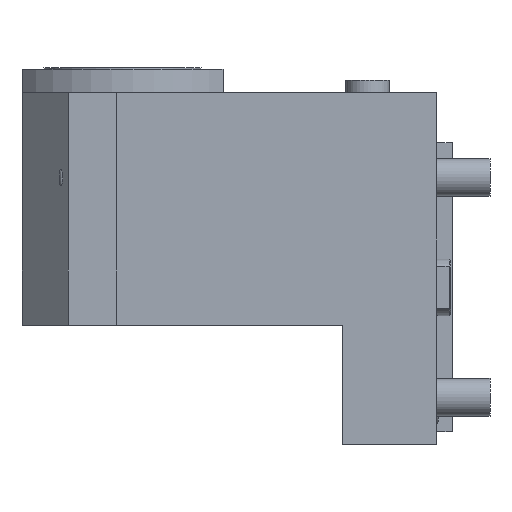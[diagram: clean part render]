
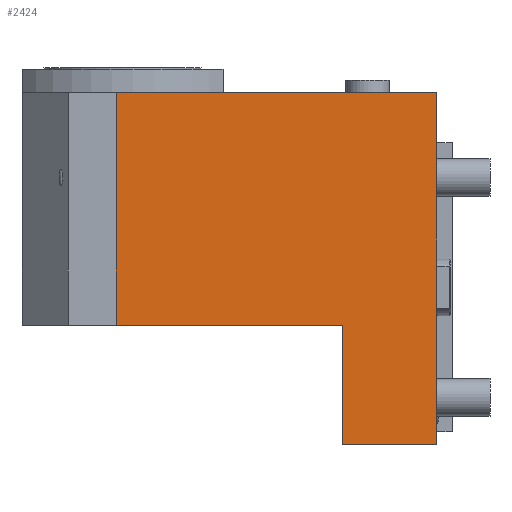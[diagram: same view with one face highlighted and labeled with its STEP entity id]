
A CAD part, front view. The second image highlights one B-rep face of the part: STEP entity #2424.
In plain terms, the highlighted planar face has unit normal (0, -1, 0).
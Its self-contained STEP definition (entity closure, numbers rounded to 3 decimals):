
#5=DIRECTION('',(1.,0.,0.));
#6=VECTOR('',#5,30.);
#7=CARTESIAN_POINT('',(-30.,-47.5,-50.));
#8=LINE('',#7,#6);
#66=DIRECTION('',(1.,0.,0.));
#67=VECTOR('',#66,102.);
#68=CARTESIAN_POINT('',(-102.,-47.5,62.));
#69=LINE('',#68,#67);
#743=DIRECTION('',(0.,0.,1.));
#744=VECTOR('',#743,112.);
#745=CARTESIAN_POINT('',(0.,-47.5,-50.));
#746=LINE('',#745,#744);
#859=DIRECTION('',(0.,0.,-1.));
#860=VECTOR('',#859,74.);
#861=CARTESIAN_POINT('',(-102.,-47.5,62.));
#862=LINE('',#861,#860);
#863=DIRECTION('',(0.,0.,1.));
#864=VECTOR('',#863,38.);
#865=CARTESIAN_POINT('',(-30.,-47.5,-50.));
#866=LINE('',#865,#864);
#867=DIRECTION('',(1.,0.,0.));
#868=VECTOR('',#867,72.);
#869=CARTESIAN_POINT('',(-102.,-47.5,-12.));
#870=LINE('',#869,#868);
#1193=CARTESIAN_POINT('',(0.,-47.5,-50.));
#1195=VERTEX_POINT('',#1193);
#1197=CARTESIAN_POINT('',(0.,-47.5,62.));
#1199=VERTEX_POINT('',#1197);
#1206=CARTESIAN_POINT('',(-30.,-47.5,-50.));
#1208=VERTEX_POINT('',#1206);
#1217=CARTESIAN_POINT('',(-30.,-47.5,-12.));
#1218=VERTEX_POINT('',#1217);
#1221=CARTESIAN_POINT('',(-102.,-47.5,62.));
#1223=VERTEX_POINT('',#1221);
#1229=CARTESIAN_POINT('',(-102.,-47.5,-12.));
#1230=VERTEX_POINT('',#1229);
#2411=CARTESIAN_POINT('',(-117.,-47.5,-50.));
#2412=DIRECTION('',(0.,-1.,0.));
#2413=DIRECTION('',(1.,0.,0.));
#2414=AXIS2_PLACEMENT_3D('',#2411,#2412,#2413);
#2415=PLANE('',#2414);
#2416=ORIENTED_EDGE('',*,*,#1572,.F.);
#2417=ORIENTED_EDGE('',*,*,#1596,.T.);
#2418=ORIENTED_EDGE('',*,*,#2338,.F.);
#2419=ORIENTED_EDGE('',*,*,#1501,.F.);
#2420=ORIENTED_EDGE('',*,*,#1520,.T.);
#2421=ORIENTED_EDGE('',*,*,#1550,.F.);
#2422=EDGE_LOOP('',(#2416,#2417,#2418,#2419,#2420,#2421));
#2423=FACE_OUTER_BOUND('',#2422,.F.);
#2424=ADVANCED_FACE('',(#2423),#2415,.T.);
#1501=EDGE_CURVE('',#1208,#1195,#8,.T.);
#1520=EDGE_CURVE('',#1208,#1218,#866,.T.);
#1550=EDGE_CURVE('',#1230,#1218,#870,.T.);
#1572=EDGE_CURVE('',#1223,#1230,#862,.T.);
#1596=EDGE_CURVE('',#1223,#1199,#69,.T.);
#2338=EDGE_CURVE('',#1195,#1199,#746,.T.);
